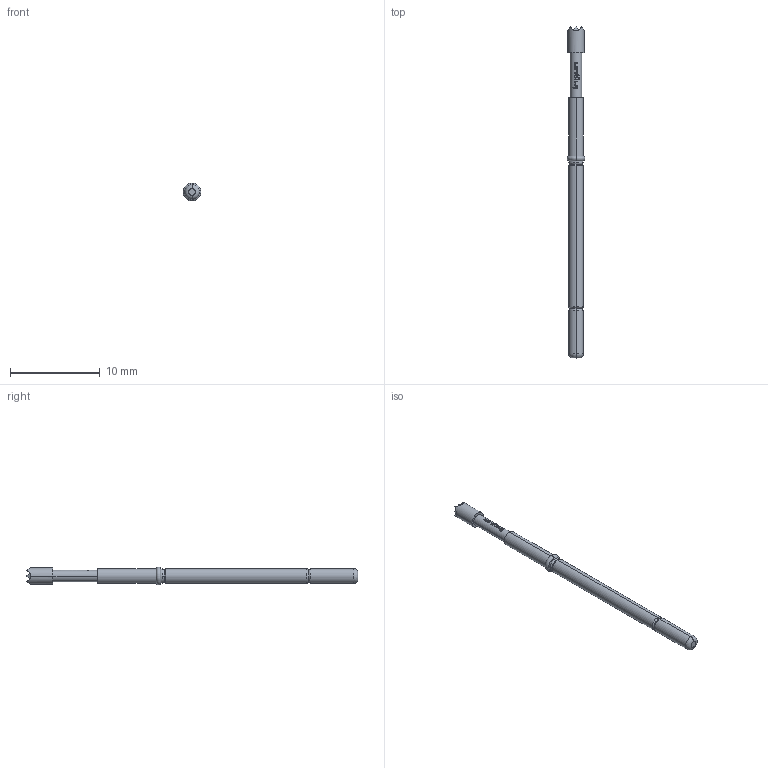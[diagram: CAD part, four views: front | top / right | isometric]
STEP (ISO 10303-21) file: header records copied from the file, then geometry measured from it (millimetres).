
FILE_DESCRIPTION (( 'STEP AP203' ), '1' );
FILE_NAME ('INGUN_GKS-912_306_180_A_xx07.STEP', '2021-10-20T05:52:25', ( 'ochi' ), ( '' ), 'SwSTEP 2.0', 'SolidWorks 2018', '' );
FILE_SCHEMA (( 'CONFIG_CONTROL_DESIGN' ));
Length unit declared in the file: millimetre
Products named in the file (1): INGUN_GKS-912_306_180_A_xx07
Bounding box: 2 x 37 x 2 mm (x, y, z)
Volume: 75 mm3; surface area: 195.5 mm2
Topology: 1 solids, 1 shells, 131 faces, 320 edges, 199 vertices
Faces by surface type: plane 69, bspline 32, cylinder 18, torus 12
Entity records: 4823 total; most frequent: CARTESIAN_POINT 2201, ORIENTED_EDGE 640, DIRECTION 348, EDGE_CURVE 320, VERTEX_POINT 199, B_SPLINE_CURVE_WITH_KNOTS 186, AXIS2_PLACEMENT_3D 144, EDGE_LOOP 139
